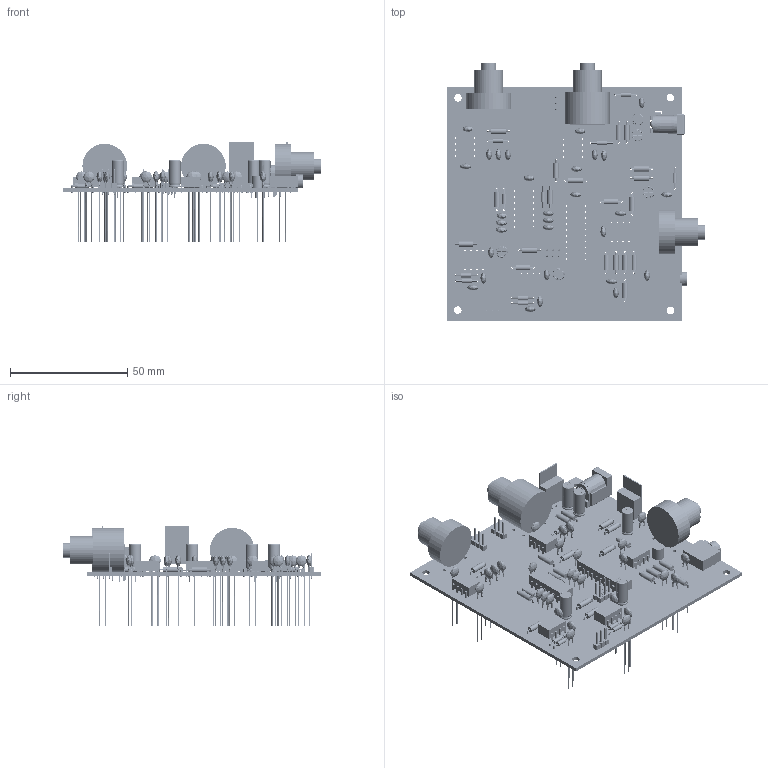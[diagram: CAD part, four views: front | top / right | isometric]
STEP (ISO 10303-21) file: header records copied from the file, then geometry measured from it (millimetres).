
FILE_DESCRIPTION(('Open CASCADE Model'),'2;1');
FILE_NAME('Open CASCADE Shape Model','2023-05-23T16:00:02',('Author'),( 'Open CASCADE'),'Open CASCADE STEP processor 7.5','Open CASCADE 7.5' ,'Unknown');
FILE_SCHEMA(('AUTOMOTIVE_DESIGN { 1 0 10303 214 1 1 1 1 }'));
Length unit declared in the file: millimetre
Products named in the file (211): PCB; Board; Open CASCADE STEP translator 7.5 1.1.1; D10; 6301120608; Cylinder; 6301120368; 6301120048; Sphere; 6301119808; D9; D8; D7; C35; Cap_Panasonic_ECA1CM220B_eec; body; marking; bottom; logo; polarity marking; top; terminal; C34; 10pF Ceramic Disc 3; C33; C32; C31; C30; C29; C28; U9; 6299872448; Extruded; 6299480832; 6299480672; 6299480512; U8; R19; 6299884368; 6299888128 ...
Assembly tree (638 placements, depth 4):
  PCB
    Board
      Open CASCADE STEP translator 7.5 1.1.1
    D10
      6301120608
        Cylinder
      6301120368  x2
        Cylinder
      6301120048  x2
        Sphere
      6301119808  x2
        Cylinder
    D9
      6301120608
        Cylinder
      6301120368  x2
        Cylinder
      6301120048  x2
        Sphere
      6301119808  x2
        Cylinder
    D8
      6301120608
        Cylinder
      6301120368  x2
        Cylinder
      6301120048  x2
        Sphere
      6301119808  x2
        Cylinder
    D7
      6301120608
        Cylinder
      6301120368  x2
        Cylinder
      6301120048  x2
        Sphere
      6301119808  x2
        Cylinder
    C35
      Cap_Panasonic_ECA1CM220B_eec
        body
        marking
        bottom
        logo
        polarity marking
        top
        terminal
    C34
      10pF Ceramic Disc 3
    C33
      10pF Ceramic Disc 3
    C32
      10pF Ceramic Disc 3
    C31
      Cap_Panasonic_ECA1CM220B_eec
        body
        marking
        bottom
        logo
Bounding box: 110.11 x 110.21 x 42.38 mm (x, y, z)
Volume: 36153.4 mm3; surface area: 43701.6 mm2
Topology: 612 solids, 612 shells, 6058 faces, 14203 edges, 9258 vertices
Faces by surface type: plane 3150, bspline 1410, cylinder 1079, torus 321, sphere 92, cone 4, revolution 2
Full cylindrical faces by diameter (mm): 0.5 x10, 0.55 x76, 0.56 x40, 0.7 x10, 0.75 x60, 0.8 x3, 0.85 x58, 0.9 x74, 1.1 x21, 1.2 x5, 1.4 x12, 1.85 x10, 2.4 x19, 3.2 x4, 4 x10, 6.35 x3, 12.19 x3, 19.05 x4
Entity records: 55505 total; most frequent: CARTESIAN_POINT 15167, DIRECTION 7500, ORIENTED_EDGE 6624, EDGE_CURVE 3312, AXIS2_PLACEMENT_3D 2890, VERTEX_POINT 2163, FACE_BOUND 1921, EDGE_LOOP 1912
